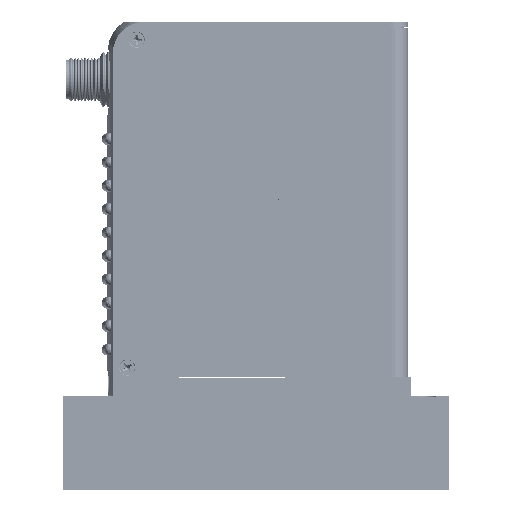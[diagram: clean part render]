
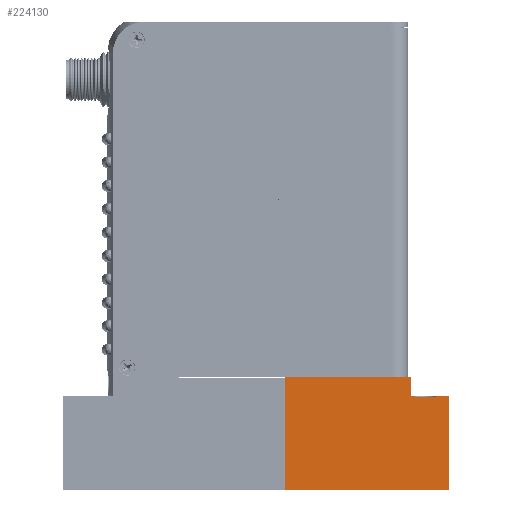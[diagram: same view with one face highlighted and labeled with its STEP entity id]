
A CAD part, top view. The second image highlights one B-rep face of the part: STEP entity #224130.
In plain terms, the highlighted planar face has unit normal (0, 0, 1).
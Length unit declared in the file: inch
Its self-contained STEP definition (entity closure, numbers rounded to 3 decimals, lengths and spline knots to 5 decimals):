
#2033 = VERTEX_POINT ( 'NONE', #277733 ) ;
#8301 = CARTESIAN_POINT ( 'NONE',  ( 3.65315, 0.36262, 0.96313 ) ) ;
#11672 = EDGE_CURVE ( 'NONE', #2033, #180717, #224805, .T. ) ;
#13547 = CARTESIAN_POINT ( 'NONE',  ( 3.65315, 1.36262, 0.96313 ) ) ;
#21121 = LINE ( 'NONE', #123132, #218025 ) ;
#25568 = VERTEX_POINT ( 'NONE', #40006 ) ;
#31162 = VERTEX_POINT ( 'NONE', #143856 ) ;
#31257 = CARTESIAN_POINT ( 'NONE',  ( 1.89915, 0.36262, 0.96313 ) ) ;
#31903 = EDGE_CURVE ( 'NONE', #31162, #69428, #322125, .T. ) ;
#36648 = CARTESIAN_POINT ( 'NONE',  ( 3.50881, 1.35262, 0.96313 ) ) ;
#39350 = CARTESIAN_POINT ( 'NONE',  ( 3.28949, 1.35262, 0.96313 ) ) ;
#40006 = CARTESIAN_POINT ( 'NONE',  ( 3.24415, 1.56962, 0.96313 ) ) ;
#40537 = EDGE_CURVE ( 'NONE', #31162, #99327, #310969, .T. ) ;
#43848 = DIRECTION ( 'NONE',  ( 1., 0., 0. ) ) ;
#46886 = DIRECTION ( 'NONE',  ( 1., 0., 0. ) ) ;
#48950 = DIRECTION ( 'NONE',  ( 0., -1., 0. ) ) ;
#49489 = ORIENTED_EDGE ( 'NONE', *, *, #40537, .F. ) ;
#53394 = EDGE_CURVE ( 'NONE', #89710, #69428, #144244, .T. ) ;
#55361 = DIRECTION ( 'NONE',  ( 0., 1., 0. ) ) ;
#63726 = CARTESIAN_POINT ( 'NONE',  ( 1.89915, 0.36262, 0.96313 ) ) ;
#65352 = LINE ( 'NONE', #63726, #267029 ) ;
#65394 = CARTESIAN_POINT ( 'NONE',  ( 3.50881, 1.36262, 0.96313 ) ) ;
#68742 = CARTESIAN_POINT ( 'NONE',  ( 3.24415, 1.36262, 0.96313 ) ) ;
#69345 = AXIS2_PLACEMENT_3D ( 'NONE', #173628, #275725, #104823 ) ;
#69428 = VERTEX_POINT ( 'NONE', #148402 ) ;
#78388 = EDGE_CURVE ( 'NONE', #267072, #234855, #139996, .T. ) ;
#80212 = VECTOR ( 'NONE', #92862, 39.37008 ) ;
#81673 = DIRECTION ( 'NONE',  ( 1., 0., 0. ) ) ;
#89710 = VERTEX_POINT ( 'NONE', #68742 ) ;
#92351 = VECTOR ( 'NONE', #55361, 39.37008 ) ;
#92862 = DIRECTION ( 'NONE',  ( 0., 1., 0. ) ) ;
#93216 = ORIENTED_EDGE ( 'NONE', *, *, #53394, .F. ) ;
#99327 = VERTEX_POINT ( 'NONE', #36648 ) ;
#104823 = DIRECTION ( 'NONE',  ( 0., -1., 0. ) ) ;
#118849 = LINE ( 'NONE', #13547, #196972 ) ;
#120198 = ORIENTED_EDGE ( 'NONE', *, *, #31903, .T. ) ;
#123132 = CARTESIAN_POINT ( 'NONE',  ( 3.50881, 1.35262, 0.96313 ) ) ;
#123337 = FACE_OUTER_BOUND ( 'NONE', #310884, .T. ) ;
#125146 = VECTOR ( 'NONE', #43848, 39.37008 ) ;
#127178 = EDGE_CURVE ( 'NONE', #234855, #180717, #65352, .T. ) ;
#128994 = CARTESIAN_POINT ( 'NONE',  ( 3.24415, 1.36262, 0.96313 ) ) ;
#139996 = LINE ( 'NONE', #317392, #278498 ) ;
#143399 = VERTEX_POINT ( 'NONE', #65394 ) ;
#143856 = CARTESIAN_POINT ( 'NONE',  ( 3.28949, 1.35262, 0.96313 ) ) ;
#144244 = LINE ( 'NONE', #145906, #125146 ) ;
#145906 = CARTESIAN_POINT ( 'NONE',  ( 3.65315, 1.36262, 0.96313 ) ) ;
#148402 = CARTESIAN_POINT ( 'NONE',  ( 3.28949, 1.36262, 0.96313 ) ) ;
#149392 = VECTOR ( 'NONE', #81673, 39.37008 ) ;
#167460 = DIRECTION ( 'NONE',  ( 1., 0., 0. ) ) ;
#173628 = CARTESIAN_POINT ( 'NONE',  ( 1.89915, 1.56962, 0.96313 ) ) ;
#180717 = VERTEX_POINT ( 'NONE', #8301 ) ;
#196972 = VECTOR ( 'NONE', #46886, 39.37008 ) ;
#201279 = CARTESIAN_POINT ( 'NONE',  ( 3.65315, 1.56962, 0.96313 ) ) ;
#203017 = ORIENTED_EDGE ( 'NONE', *, *, #312931, .F. ) ;
#212254 = CARTESIAN_POINT ( 'NONE',  ( 1.89915, 1.35262, 0.96313 ) ) ;
#218025 = VECTOR ( 'NONE', #302243, 39.37008 ) ;
#222948 = ORIENTED_EDGE ( 'NONE', *, *, #78388, .T. ) ;
#224130 = ADVANCED_FACE ( 'NONE', ( #123337 ), #324213, .F. ) ;
#224805 = LINE ( 'NONE', #201279, #231875 ) ;
#227029 = EDGE_CURVE ( 'NONE', #267072, #25568, #236375, .T. ) ;
#231468 = DIRECTION ( 'NONE',  ( 1., 0., 0. ) ) ;
#231875 = VECTOR ( 'NONE', #48950, 39.37008 ) ;
#234855 = VERTEX_POINT ( 'NONE', #31257 ) ;
#236375 = LINE ( 'NONE', #283259, #262571 ) ;
#261909 = EDGE_CURVE ( 'NONE', #89710, #25568, #284668, .T. ) ;
#262571 = VECTOR ( 'NONE', #231468, 39.37008 ) ;
#267029 = VECTOR ( 'NONE', #167460, 39.37008 ) ;
#267072 = VERTEX_POINT ( 'NONE', #268992 ) ;
#268992 = CARTESIAN_POINT ( 'NONE',  ( 1.89915, 1.56962, 0.96313 ) ) ;
#275432 = ORIENTED_EDGE ( 'NONE', *, *, #11672, .F. ) ;
#275725 = DIRECTION ( 'NONE',  ( 0., 0., -1. ) ) ;
#277733 = CARTESIAN_POINT ( 'NONE',  ( 3.65315, 1.36262, 0.96313 ) ) ;
#278498 = VECTOR ( 'NONE', #290691, 39.37008 ) ;
#279019 = ORIENTED_EDGE ( 'NONE', *, *, #329033, .T. ) ;
#283259 = CARTESIAN_POINT ( 'NONE',  ( 1.89915, 1.56962, 0.96313 ) ) ;
#284668 = LINE ( 'NONE', #128994, #92351 ) ;
#290691 = DIRECTION ( 'NONE',  ( 0., -1., 0. ) ) ;
#295089 = ORIENTED_EDGE ( 'NONE', *, *, #127178, .T. ) ;
#300281 = ORIENTED_EDGE ( 'NONE', *, *, #261909, .T. ) ;
#302243 = DIRECTION ( 'NONE',  ( 0., -1., 0. ) ) ;
#310884 = EDGE_LOOP ( 'NONE', ( #49489, #120198, #93216, #300281, #324185, #222948, #295089, #275432, #203017, #279019 ) ) ;
#310969 = LINE ( 'NONE', #212254, #149392 ) ;
#312931 = EDGE_CURVE ( 'NONE', #143399, #2033, #118849, .T. ) ;
#317392 = CARTESIAN_POINT ( 'NONE',  ( 1.89915, 1.56962, 0.96313 ) ) ;
#322125 = LINE ( 'NONE', #39350, #80212 ) ;
#324185 = ORIENTED_EDGE ( 'NONE', *, *, #227029, .F. ) ;
#324213 = PLANE ( 'NONE',  #69345 ) ;
#329033 = EDGE_CURVE ( 'NONE', #143399, #99327, #21121, .T. ) ;
